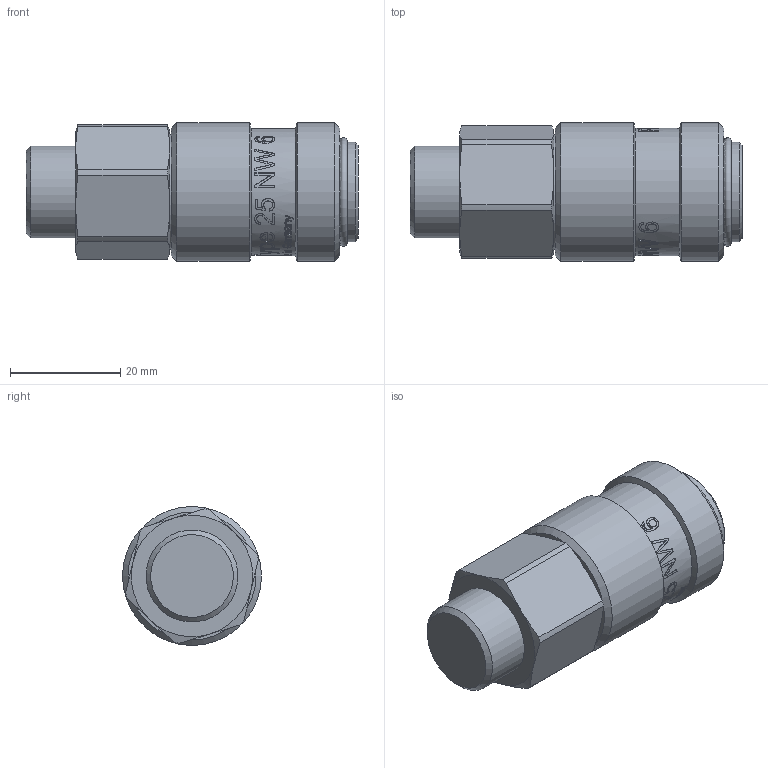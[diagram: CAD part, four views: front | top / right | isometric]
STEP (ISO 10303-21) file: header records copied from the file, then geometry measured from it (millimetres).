
FILE_DESCRIPTION((''),'2;1');
FILE_NAME('52kbaw17spn.stp','2014-11-24T08:19:45',('IA176480'),(''),'Autodesk Inventor 2013','Autodesk Inventor 2013','');
FILE_SCHEMA(('AUTOMOTIVE_DESIGN { 1 0 10303 214 1 1 1 1 }'));
Length unit declared in the file: millimetre
Products named in the file (1): D111852
Bounding box: 60.1 x 25.15 x 25.15 mm (x, y, z)
Volume: 24379.3 mm3; surface area: 6211.3 mm2
Topology: 1 solids, 2 shells, 496 faces, 1331 edges, 882 vertices
Faces by surface type: bspline 232, plane 189, cylinder 54, cone 19, torus 2
Full cylindrical faces by diameter (mm): 16.5 x1, 16.65 x1, 16.662 x1, 17 x1, 18 x1, 20.85 x1, 21 x1, 23 x1, 25.15 x2
Entity records: 73455 total; most frequent: CARTESIAN_POINT 62467, ORIENTED_EDGE 2616, DIRECTION 1328, EDGE_CURVE 1308, VERTEX_POINT 876, B_SPLINE_CURVE_WITH_KNOTS 633, EDGE_LOOP 560, VECTOR 504
